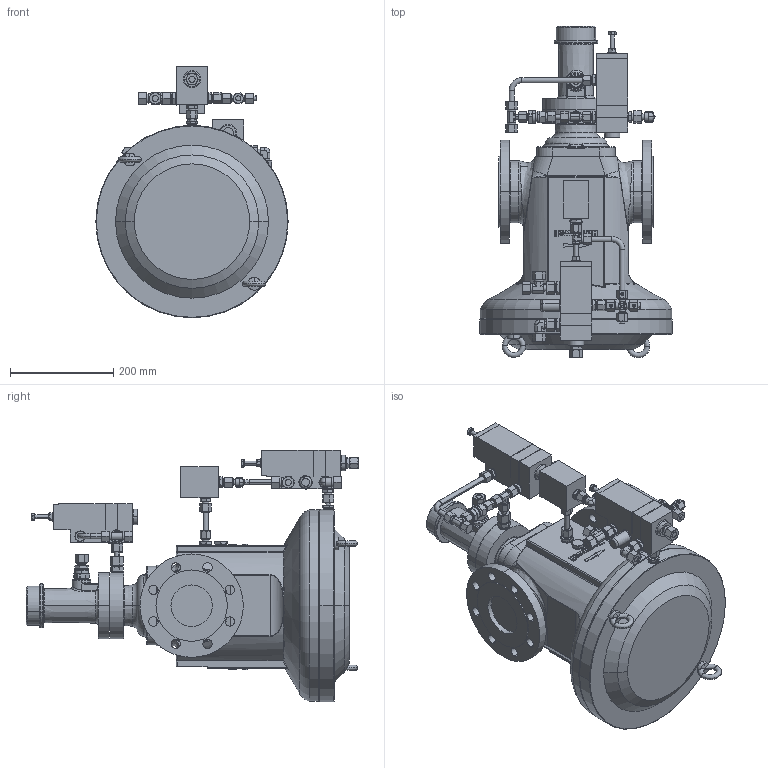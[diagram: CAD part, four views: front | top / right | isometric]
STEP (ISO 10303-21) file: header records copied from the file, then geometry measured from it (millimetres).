
FILE_DESCRIPTION (( 'STEP AP214' ), '1' );
FILE_NAME ('RMG402_DN80_PN16_720_K6_670_630-1_So_RL.STEP', '2020-04-06T09:39:43', ( '' ), ( '' ), 'SwSTEP 2.0', 'SolidWorks 2017', '' );
FILE_SCHEMA (( 'AUTOMOTIVE_DESIGN' ));
Length unit declared in the file: millimetre
Products named in the file (1): RMG402_DN80_PN16_720_K6_670_630-1_So_RL
Bounding box: 372 x 642.18 x 486.67 mm (x, y, z)
Volume: 25865580.6 mm3; surface area: 959094.4 mm2
Topology: 1 solids, 1 shells, 2251 faces, 5340 edges, 3262 vertices
Faces by surface type: plane 878, cone 655, cylinder 403, bspline 212, torus 87, sphere 16
Entity records: 89493 total; most frequent: CARTESIAN_POINT 37275, ORIENTED_EDGE 10652, DIRECTION 9313, EDGE_CURVE 5326, AXIS2_PLACEMENT_3D 3660, VERTEX_POINT 3262, EDGE_LOOP 2484, FACE_OUTER_BOUND 2251
